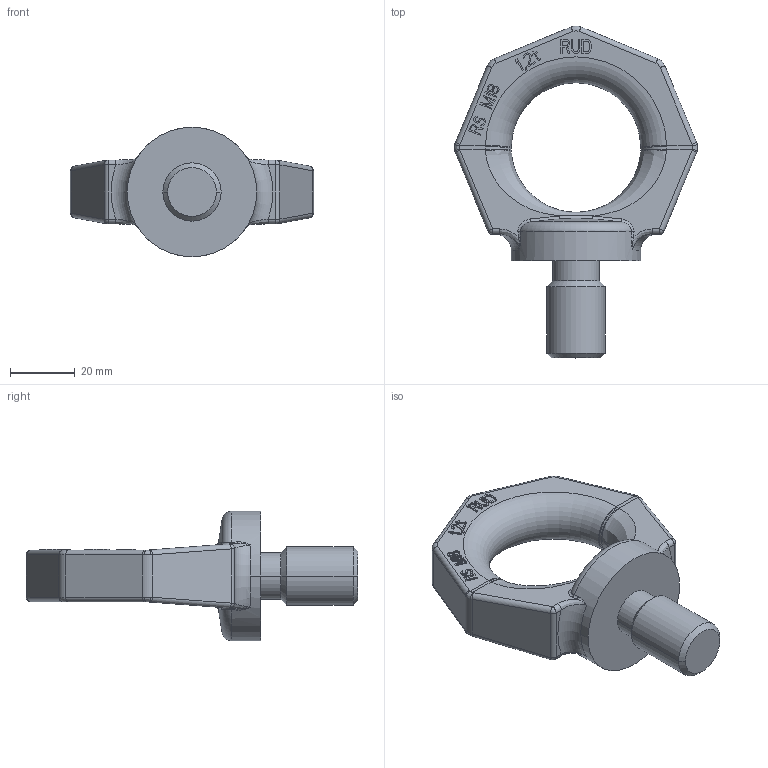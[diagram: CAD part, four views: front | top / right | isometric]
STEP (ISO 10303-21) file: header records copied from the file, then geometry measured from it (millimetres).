
FILE_DESCRIPTION((''),'2;1');
FILE_NAME('001-M31076-X04_ASM','2005-01-11T',('jakubetz'),(''),'PRO/ENGINEER BY PARAMETRIC TECHNOLOGY CORPORATION, 2001400','PRO/ENGINEER BY PARAMETRIC TECHNOLOGY CORPORATION, 2001400','');
FILE_SCHEMA(('CONFIG_CONTROL_DESIGN'));
Length unit declared in the file: millimetre
Products named in the file (3): 001-M31076-X04; 001-M31076-Y04; 001-M31076-X04_ASM
Assembly tree (2 placements, depth 2):
  001-M31076-X04_ASM
    001-M31076-X04
    001-M31076-Y04
Bounding box: 75.09 x 102.54 x 40 mm (x, y, z)
Volume: 59080.7 mm3; surface area: 14159.4 mm2
Topology: 2 solids, 2 shells, 441 faces, 1182 edges, 760 vertices
Faces by surface type: plane 336, bspline 44, cylinder 36, torus 15, cone 6, sphere 4
Entity records: 16097 total; most frequent: CARTESIAN_POINT 5284, ORIENTED_EDGE 2364, DIRECTION 2000, EDGE_CURVE 1182, VECTOR 972, LINE 972, VERTEX_POINT 760, AXIS2_PLACEMENT_3D 514
